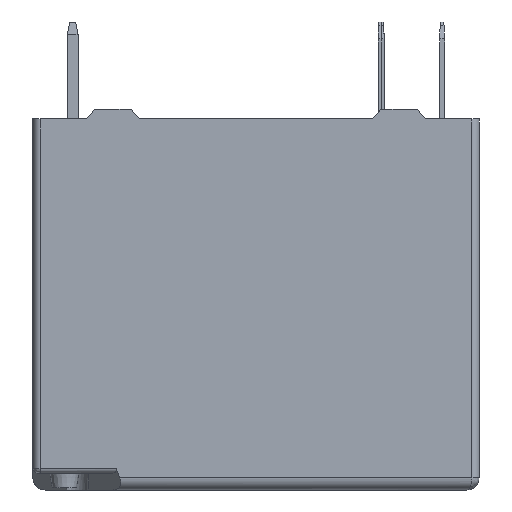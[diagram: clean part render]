
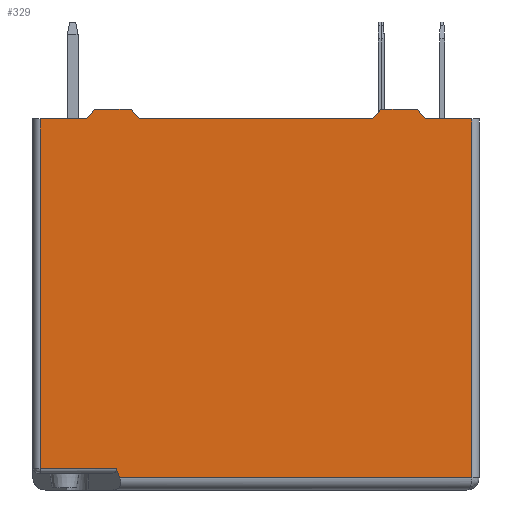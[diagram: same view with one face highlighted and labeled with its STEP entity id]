
A CAD part, front view. The second image highlights one B-rep face of the part: STEP entity #329.
In plain terms, the highlighted planar face has unit normal (0, -1, 0).
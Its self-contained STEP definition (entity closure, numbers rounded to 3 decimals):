
#329=ADVANCED_FACE('',(#796),#618,.T.);
#618=PLANE('',#5332);
#796=FACE_OUTER_BOUND('',#1075,.T.);
#1075=EDGE_LOOP('',(#1540,#1541,#1542,#1543,#1544,#1545,#1546,#1547,#1548,
#1549,#1550,#1551,#1552,#1553));
#1540=ORIENTED_EDGE('',*,*,#3511,.T.);
#1541=ORIENTED_EDGE('',*,*,#3512,.T.);
#1542=ORIENTED_EDGE('',*,*,#3513,.T.);
#1543=ORIENTED_EDGE('',*,*,#3514,.T.);
#1544=ORIENTED_EDGE('',*,*,#3515,.T.);
#1545=ORIENTED_EDGE('',*,*,#3516,.T.);
#1546=ORIENTED_EDGE('',*,*,#3517,.T.);
#1547=ORIENTED_EDGE('',*,*,#3518,.T.);
#1548=ORIENTED_EDGE('',*,*,#3519,.F.);
#1549=ORIENTED_EDGE('',*,*,#3520,.T.);
#1550=ORIENTED_EDGE('',*,*,#3521,.F.);
#1551=ORIENTED_EDGE('',*,*,#3522,.T.);
#1552=ORIENTED_EDGE('',*,*,#3523,.F.);
#1553=ORIENTED_EDGE('',*,*,#3524,.F.);
#3032=VERTEX_POINT('',#7334);
#3033=VERTEX_POINT('',#7335);
#3034=VERTEX_POINT('',#7337);
#3035=VERTEX_POINT('',#7339);
#3036=VERTEX_POINT('',#7341);
#3037=VERTEX_POINT('',#7343);
#3038=VERTEX_POINT('',#7345);
#3039=VERTEX_POINT('',#7347);
#3040=VERTEX_POINT('',#7349);
#3041=VERTEX_POINT('',#7351);
#3042=VERTEX_POINT('',#7353);
#3043=VERTEX_POINT('',#7355);
#3044=VERTEX_POINT('',#7357);
#3045=VERTEX_POINT('',#7359);
#3511=EDGE_CURVE('',#3032,#3033,#4256,.T.);
#3512=EDGE_CURVE('',#3033,#3034,#4257,.T.);
#3513=EDGE_CURVE('',#3034,#3035,#4258,.T.);
#3514=EDGE_CURVE('',#3035,#3036,#4259,.T.);
#3515=EDGE_CURVE('',#3036,#3037,#4260,.T.);
#3516=EDGE_CURVE('',#3037,#3038,#4261,.T.);
#3517=EDGE_CURVE('',#3038,#3039,#4262,.T.);
#3518=EDGE_CURVE('',#3039,#3040,#4263,.T.);
#3519=EDGE_CURVE('',#3041,#3040,#4264,.T.);
#3520=EDGE_CURVE('',#3041,#3042,#4265,.T.);
#3521=EDGE_CURVE('',#3043,#3042,#4266,.T.);
#3522=EDGE_CURVE('',#3043,#3044,#4267,.T.);
#3523=EDGE_CURVE('',#3045,#3044,#4268,.T.);
#3524=EDGE_CURVE('',#3032,#3045,#4269,.T.);
#4256=LINE('',#7333,#4810);
#4257=LINE('',#7336,#4811);
#4258=LINE('',#7338,#4812);
#4259=LINE('',#7340,#4813);
#4260=LINE('',#7342,#4814);
#4261=LINE('',#7344,#4815);
#4262=LINE('',#7346,#4816);
#4263=LINE('',#7348,#4817);
#4264=LINE('',#7350,#4818);
#4265=LINE('',#7352,#4819);
#4266=LINE('',#7354,#4820);
#4267=LINE('',#7356,#4821);
#4268=LINE('',#7358,#4822);
#4269=LINE('',#7360,#4823);
#4810=VECTOR('',#5834,1.);
#4811=VECTOR('',#5835,1.);
#4812=VECTOR('',#5836,1.);
#4813=VECTOR('',#5837,1.);
#4814=VECTOR('',#5838,1.);
#4815=VECTOR('',#5839,1.);
#4816=VECTOR('',#5840,1.);
#4817=VECTOR('',#5841,1.);
#4818=VECTOR('',#5842,1.);
#4819=VECTOR('',#5843,1.);
#4820=VECTOR('',#5844,1.);
#4821=VECTOR('',#5845,1.);
#4822=VECTOR('',#5846,1.);
#4823=VECTOR('',#5847,1.);
#5332=AXIS2_PLACEMENT_3D('',#7361,#5848,#5849);
#5834=DIRECTION('',(-0.64,0.,-0.768));
#5835=DIRECTION('',(-1.,0.,0.));
#5836=DIRECTION('',(0.,0.,-1.));
#5837=DIRECTION('',(1.,0.,0.));
#5838=DIRECTION('',(0.375,0.,-0.927));
#5839=DIRECTION('',(1.,0.,0.));
#5840=DIRECTION('',(0.,0.,1.));
#5841=DIRECTION('',(-1.,0.,0.));
#5842=DIRECTION('',(0.64,0.,-0.768));
#5843=DIRECTION('',(-1.,0.,0.));
#5844=DIRECTION('',(0.64,0.,0.768));
#5845=DIRECTION('',(-1.,0.,0.));
#5846=DIRECTION('',(0.64,0.,-0.768));
#5847=DIRECTION('',(1.,0.,0.));
#5848=DIRECTION('',(0.,-1.,0.));
#5849=DIRECTION('',(0.,0.,1.));
#7333=CARTESIAN_POINT('',(-0.465,-5.1,19.876));
#7334=CARTESIAN_POINT('',(-0.465,-5.1,19.876));
#7335=CARTESIAN_POINT('',(-0.799,-5.1,19.476));
#7336=CARTESIAN_POINT('',(6.185,-5.1,19.476));
#7337=CARTESIAN_POINT('',(-2.715,-5.1,19.476));
#7338=CARTESIAN_POINT('',(-2.715,-5.1,19.476));
#7339=CARTESIAN_POINT('',(-2.715,-5.1,5.076));
#7340=CARTESIAN_POINT('',(6.185,-5.1,5.076));
#7341=CARTESIAN_POINT('',(0.404,-5.1,5.076));
#7342=CARTESIAN_POINT('',(-3.787,-5.1,15.447));
#7343=CARTESIAN_POINT('',(0.566,-5.1,4.676));
#7344=CARTESIAN_POINT('',(6.185,-5.1,4.676));
#7345=CARTESIAN_POINT('',(15.085,-5.1,4.676));
#7346=CARTESIAN_POINT('',(15.085,-5.1,19.476));
#7347=CARTESIAN_POINT('',(15.085,-5.1,19.476));
#7348=CARTESIAN_POINT('',(6.185,-5.1,19.476));
#7349=CARTESIAN_POINT('',(13.168,-5.1,19.476));
#7350=CARTESIAN_POINT('',(12.835,-5.1,19.876));
#7351=CARTESIAN_POINT('',(12.835,-5.1,19.876));
#7352=CARTESIAN_POINT('',(13.835,-5.1,19.876));
#7353=CARTESIAN_POINT('',(11.335,-5.1,19.876));
#7354=CARTESIAN_POINT('',(10.835,-5.1,19.276));
#7355=CARTESIAN_POINT('',(11.001,-5.1,19.476));
#7356=CARTESIAN_POINT('',(6.185,-5.1,19.476));
#7357=CARTESIAN_POINT('',(1.368,-5.1,19.476));
#7358=CARTESIAN_POINT('',(1.035,-5.1,19.876));
#7359=CARTESIAN_POINT('',(1.035,-5.1,19.876));
#7360=CARTESIAN_POINT('',(-1.465,-5.1,19.876));
#7361=CARTESIAN_POINT('',(6.185,-5.1,19.476));
